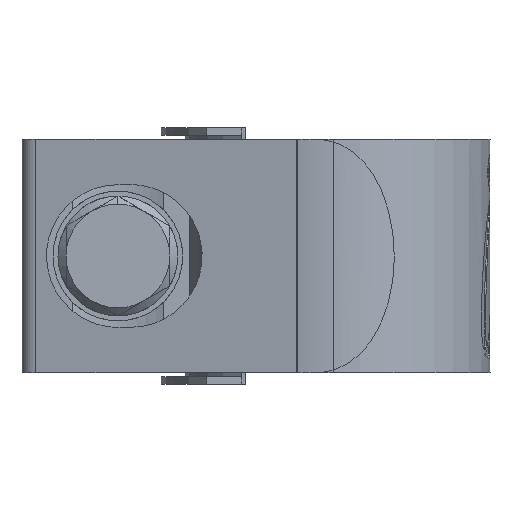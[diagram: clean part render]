
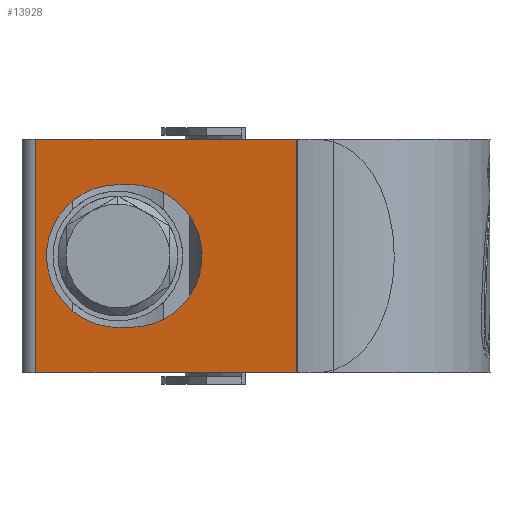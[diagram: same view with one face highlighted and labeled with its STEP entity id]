
A CAD part, left-side view. The second image highlights one B-rep face of the part: STEP entity #13928.
In plain terms, the highlighted planar face has unit normal (-0.984, 0.179, 0).
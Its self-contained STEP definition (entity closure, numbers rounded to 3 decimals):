
#896 = VERTEX_POINT ( 'NONE', #4564 ) ;
#1554 = DIRECTION ( 'NONE',  ( -0.179, -0.984, 0. ) ) ;
#2453 = VECTOR ( 'NONE', #28674, 1000. ) ;
#2525 = CARTESIAN_POINT ( 'NONE',  ( -10.156, 15.604, 5.5 ) ) ;
#3090 = ORIENTED_EDGE ( 'NONE', *, *, #33802, .F. ) ;
#3314 = EDGE_CURVE ( 'NONE', #896, #15191, #33058, .T. ) ;
#4289 = CARTESIAN_POINT ( 'NONE',  ( -9.973, 16.604, -5.5 ) ) ;
#4564 = CARTESIAN_POINT ( 'NONE',  ( -9.973, 16.604, 5.5 ) ) ;
#4601 = EDGE_CURVE ( 'NONE', #24017, #23956, #12920, .T. ) ;
#4673 = VECTOR ( 'NONE', #5974, 1000. ) ;
#4805 = EDGE_CURVE ( 'NONE', #24017, #29810, #10012, .T. ) ;
#5581 = EDGE_CURVE ( 'NONE', #23956, #18295, #6712, .T. ) ;
#5973 =( BOUNDED_CURVE ( )  B_SPLINE_CURVE ( 3, ( #27765, #22077, #24317, #21730 ),
 .UNSPECIFIED., .F., .T. ) 
 B_SPLINE_CURVE_WITH_KNOTS ( ( 4, 4 ),
 ( 4.712, 7.854 ),
 .UNSPECIFIED. ) 
 CURVE ( )  GEOMETRIC_REPRESENTATION_ITEM ( )  RATIONAL_B_SPLINE_CURVE ( ( 1., 0.333, 0.333, 1. ) ) 
 REPRESENTATION_ITEM ( '' )  );
#5974 = DIRECTION ( 'NONE',  ( -0.179, -0.984, 0. ) ) ;
#6712 = LINE ( 'NONE', #32942, #13659 ) ;
#6723 = ORIENTED_EDGE ( 'NONE', *, *, #21259, .F. ) ;
#6859 = PLANE ( 'NONE',  #22643 ) ;
#8090 = DIRECTION ( 'NONE',  ( -0.179, -0.984, 0. ) ) ;
#8392 = EDGE_LOOP ( 'NONE', ( #6723, #13629, #15202, #3090 ) ) ;
#8823 = CARTESIAN_POINT ( 'NONE',  ( -8.819, 22.933, -9. ) ) ;
#9232 = LINE ( 'NONE', #22189, #4673 ) ;
#9431 = DIRECTION ( 'NONE',  ( 0.179, 0.984, 0. ) ) ;
#10012 = LINE ( 'NONE', #15498, #29679 ) ;
#10534 = ORIENTED_EDGE ( 'NONE', *, *, #32313, .T. ) ;
#10610 = CARTESIAN_POINT ( 'NONE',  ( -10.156, 15.604, -5.5 ) ) ;
#11212 = VERTEX_POINT ( 'NONE', #2525 ) ;
#11951 = ORIENTED_EDGE ( 'NONE', *, *, #4601, .F. ) ;
#12382 = EDGE_LOOP ( 'NONE', ( #10534, #14344, #11951, #32322 ) ) ;
#12920 = LINE ( 'NONE', #28652, #26904 ) ;
#13629 = ORIENTED_EDGE ( 'NONE', *, *, #19160, .F. ) ;
#13659 = VECTOR ( 'NONE', #19805, 1000. ) ;
#13928 = ADVANCED_FACE ( 'NONE', ( #17185, #33093 ), #6859, .F. ) ;
#14344 = ORIENTED_EDGE ( 'NONE', *, *, #5581, .F. ) ;
#14492 = LINE ( 'NONE', #14838, #20989 ) ;
#14838 = CARTESIAN_POINT ( 'NONE',  ( -12.487, 2.819, -5.5 ) ) ;
#15191 = VERTEX_POINT ( 'NONE', #4289 ) ;
#15202 = ORIENTED_EDGE ( 'NONE', *, *, #3314, .F. ) ;
#15318 = CARTESIAN_POINT ( 'NONE',  ( -12.487, 2.819, 9. ) ) ;
#15498 = CARTESIAN_POINT ( 'NONE',  ( -8.819, 22.933, 9. ) ) ;
#17185 = FACE_OUTER_BOUND ( 'NONE', #12382, .T. ) ;
#17300 = CARTESIAN_POINT ( 'NONE',  ( -9.973, 16.604, 5.5 ) ) ;
#17356 = CARTESIAN_POINT ( 'NONE',  ( -12.487, 2.819, 9. ) ) ;
#18295 = VERTEX_POINT ( 'NONE', #31307 ) ;
#19160 = EDGE_CURVE ( 'NONE', #15191, #25239, #14492, .T. ) ;
#19805 = DIRECTION ( 'NONE',  ( 0., 0., -1. ) ) ;
#20989 = VECTOR ( 'NONE', #1554, 1000. ) ;
#21259 = EDGE_CURVE ( 'NONE', #25239, #11212, #5973, .T. ) ;
#21730 = CARTESIAN_POINT ( 'NONE',  ( -10.156, 15.604, 5.5 ) ) ;
#22077 = CARTESIAN_POINT ( 'NONE',  ( -12.162, 4.604, -5.5 ) ) ;
#22166 = CARTESIAN_POINT ( 'NONE',  ( -7.967, 27.604, 5.5 ) ) ;
#22189 = CARTESIAN_POINT ( 'NONE',  ( -12.487, 2.819, -9. ) ) ;
#22495 = CARTESIAN_POINT ( 'NONE',  ( -9.973, 16.604, -5.5 ) ) ;
#22643 = AXIS2_PLACEMENT_3D ( 'NONE', #17356, #30340, #9431 ) ;
#23956 = VERTEX_POINT ( 'NONE', #15318 ) ;
#24017 = VERTEX_POINT ( 'NONE', #25872 ) ;
#24317 = CARTESIAN_POINT ( 'NONE',  ( -12.162, 4.604, 5.5 ) ) ;
#25239 = VERTEX_POINT ( 'NONE', #10610 ) ;
#25736 = CARTESIAN_POINT ( 'NONE',  ( -12.487, 2.819, 5.5 ) ) ;
#25872 = CARTESIAN_POINT ( 'NONE',  ( -8.819, 22.933, 9. ) ) ;
#26904 = VECTOR ( 'NONE', #8090, 1000. ) ;
#27517 = CARTESIAN_POINT ( 'NONE',  ( -7.967, 27.604, -5.5 ) ) ;
#27765 = CARTESIAN_POINT ( 'NONE',  ( -10.156, 15.604, -5.5 ) ) ;
#28652 = CARTESIAN_POINT ( 'NONE',  ( -12.487, 2.819, 9. ) ) ;
#28674 = DIRECTION ( 'NONE',  ( 0.179, 0.984, 0. ) ) ;
#29679 = VECTOR ( 'NONE', #33990, 1000. ) ;
#29810 = VERTEX_POINT ( 'NONE', #8823 ) ;
#30340 = DIRECTION ( 'NONE',  ( 0.984, -0.179, 0. ) ) ;
#30768 = LINE ( 'NONE', #25736, #2453 ) ;
#31307 = CARTESIAN_POINT ( 'NONE',  ( -12.487, 2.819, -9. ) ) ;
#32313 = EDGE_CURVE ( 'NONE', #29810, #18295, #9232, .T. ) ;
#32322 = ORIENTED_EDGE ( 'NONE', *, *, #4805, .T. ) ;
#32942 = CARTESIAN_POINT ( 'NONE',  ( -12.487, 2.819, 9. ) ) ;
#33058 =( BOUNDED_CURVE ( )  B_SPLINE_CURVE ( 3, ( #17300, #22166, #27517, #22495 ),
 .UNSPECIFIED., .F., .T. ) 
 B_SPLINE_CURVE_WITH_KNOTS ( ( 4, 4 ),
 ( 1.571, 4.712 ),
 .UNSPECIFIED. ) 
 CURVE ( )  GEOMETRIC_REPRESENTATION_ITEM ( )  RATIONAL_B_SPLINE_CURVE ( ( 1., 0.333, 0.333, 1. ) ) 
 REPRESENTATION_ITEM ( '' )  );
#33093 = FACE_BOUND ( 'NONE', #8392, .T. ) ;
#33802 = EDGE_CURVE ( 'NONE', #11212, #896, #30768, .T. ) ;
#33990 = DIRECTION ( 'NONE',  ( 0., 0., -1. ) ) ;
